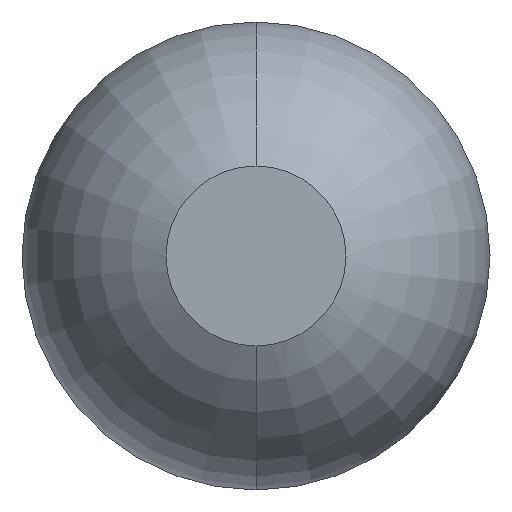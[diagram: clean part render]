
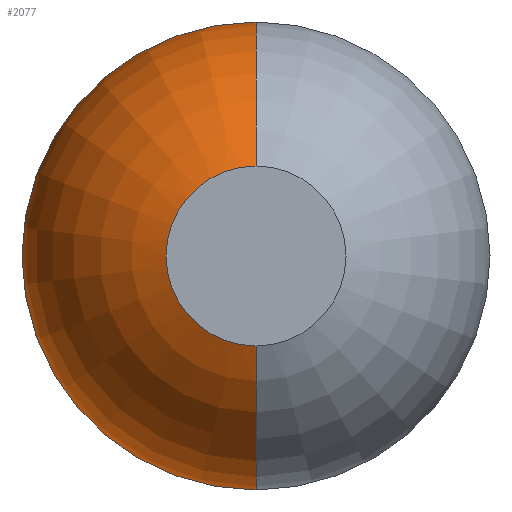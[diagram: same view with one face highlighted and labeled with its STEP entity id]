
A CAD part, front view. The second image highlights one B-rep face of the part: STEP entity #2077.
In plain terms, the highlighted toroidal (fillet/blend) face has major radius 0.01 mm and minor radius 0.4 mm.
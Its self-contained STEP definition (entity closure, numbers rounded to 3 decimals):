
#429 = CIRCLE ( 'NONE', #3549, 0.15 ) ;
#452 = ORIENTED_EDGE ( 'NONE', *, *, #3094, .F. ) ;
#650 = CARTESIAN_POINT ( 'NONE',  ( 0., -27.333, 0. ) ) ;
#708 = AXIS2_PLACEMENT_3D ( 'NONE', #4090, #4511, #2571 ) ;
#761 = CARTESIAN_POINT ( 'NONE',  ( 0., -27.333, -0.39 ) ) ;
#1045 = DIRECTION ( 'NONE',  ( 0., 0., 1. ) ) ;
#1221 = CARTESIAN_POINT ( 'NONE',  ( 0., -27.333, 0.01 ) ) ;
#1541 = EDGE_CURVE ( 'NONE', #2711, #4764, #1949, .T. ) ;
#1770 = DIRECTION ( 'NONE',  ( 0., 1., 0. ) ) ;
#1949 = CIRCLE ( 'NONE', #2102, 0.4 ) ;
#1969 = DIRECTION ( 'NONE',  ( 0., 0., -1. ) ) ;
#2052 = CIRCLE ( 'NONE', #2825, 0.4 ) ;
#2077 = ADVANCED_FACE ( 'Defeature ausgef�hrt3_37', ( #3770 ), #2973, .T. ) ;
#2102 = AXIS2_PLACEMENT_3D ( 'NONE', #2497, #4067, #4464 ) ;
#2125 = CARTESIAN_POINT ( 'NONE',  ( 0., -27.7, 0. ) ) ;
#2421 = CARTESIAN_POINT ( 'NONE',  ( 0., -27.333, 0.39 ) ) ;
#2424 = EDGE_LOOP ( 'NONE', ( #452, #3775, #3170, #4870 ) ) ;
#2429 = CARTESIAN_POINT ( 'NONE',  ( 0., -27.7, -0.15 ) ) ;
#2497 = CARTESIAN_POINT ( 'NONE',  ( 0., -27.333, -0.01 ) ) ;
#2571 = DIRECTION ( 'NONE',  ( 0., 0., 1. ) ) ;
#2585 = DIRECTION ( 'NONE',  ( 0., 0., 1. ) ) ;
#2711 = VERTEX_POINT ( 'NONE', #4183 ) ;
#2752 = EDGE_CURVE ( 'Defeature ausgef�hrt3_38+Defeature ausgef�hrt3_37+Defeature ausgef�hrt3_37+Defeature ausgef�hrt3_37', #4084, #4764, #4732, .T. ) ;
#2825 = AXIS2_PLACEMENT_3D ( 'NONE', #1221, #3933, #1969 ) ;
#2886 = AXIS2_PLACEMENT_3D ( 'NONE', #650, #4572, #1045 ) ;
#2973 = TOROIDAL_SURFACE ( 'NONE', #708, -0.01, 0.4 ) ;
#3094 = EDGE_CURVE ( 'NONE', #3842, #4084, #2052, .T. ) ;
#3170 = ORIENTED_EDGE ( 'NONE', *, *, #1541, .T. ) ;
#3549 = AXIS2_PLACEMENT_3D ( 'NONE', #2125, #1770, #2585 ) ;
#3770 = FACE_OUTER_BOUND ( 'NONE', #2424, .T. ) ;
#3775 = ORIENTED_EDGE ( 'NONE', *, *, #4236, .T. ) ;
#3842 = VERTEX_POINT ( 'NONE', #2429 ) ;
#3933 = DIRECTION ( 'NONE',  ( 1., 0., 0. ) ) ;
#4067 = DIRECTION ( 'NONE',  ( -1., 0., 0. ) ) ;
#4084 = VERTEX_POINT ( 'NONE', #761 ) ;
#4090 = CARTESIAN_POINT ( 'NONE',  ( 0., -27.333, 0. ) ) ;
#4183 = CARTESIAN_POINT ( 'NONE',  ( 0., -27.7, 0.15 ) ) ;
#4236 = EDGE_CURVE ( 'Defeature ausgef�hrt3_37+Defeature ausgef�hrt3_36+Defeature ausgef�hrt3_36+Defeature ausgef�hrt3_36', #3842, #2711, #429, .T. ) ;
#4464 = DIRECTION ( 'NONE',  ( 0., 0., 1. ) ) ;
#4511 = DIRECTION ( 'NONE',  ( 0., 1., 0. ) ) ;
#4572 = DIRECTION ( 'NONE',  ( 0., 1., 0. ) ) ;
#4732 = CIRCLE ( 'NONE', #2886, 0.39 ) ;
#4764 = VERTEX_POINT ( 'NONE', #2421 ) ;
#4870 = ORIENTED_EDGE ( 'NONE', *, *, #2752, .F. ) ;
